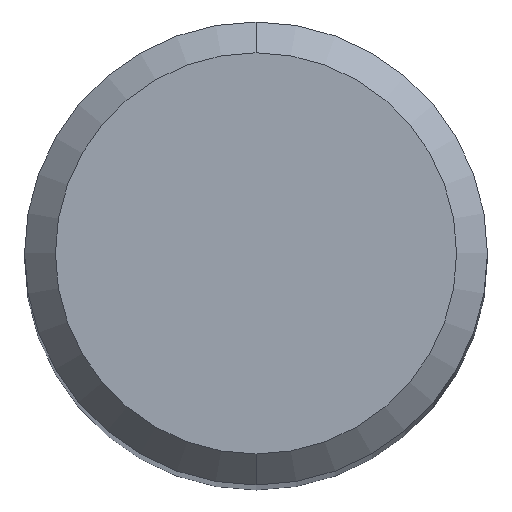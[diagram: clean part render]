
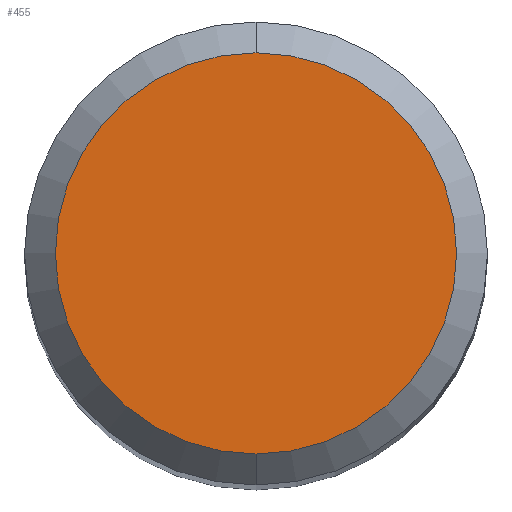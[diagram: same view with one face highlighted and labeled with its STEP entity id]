
A CAD part, top view. The second image highlights one B-rep face of the part: STEP entity #455.
In plain terms, the highlighted planar face has unit normal (0, 0, 1).
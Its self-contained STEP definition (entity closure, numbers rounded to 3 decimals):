
#195=EDGE_CURVE('',#265,#291,#513,.T.);
#265=VERTEX_POINT('',#592);
#291=VERTEX_POINT('',#620);
#417=EDGE_CURVE('',#291,#265,#755,.T.);
#455=ADVANCED_FACE('',(#796),#797,.T.);
#513=CIRCLE('',#864,2.6);
#592=CARTESIAN_POINT('',(0.0,2.6,0.0));
#620=CARTESIAN_POINT('',(0.,-2.6,0.0));
#755=CIRCLE('',#1341,2.6);
#796=FACE_OUTER_BOUND('',#1417,.T.);
#797=PLANE('',#1418);
#864=AXIS2_PLACEMENT_3D('',#1503,#1504,#1505);
#1341=AXIS2_PLACEMENT_3D('',#1767,#1768,#1769);
#1417=EDGE_LOOP('',(#1808,#1809));
#1418=AXIS2_PLACEMENT_3D('',#1810,#1811,#1812);
#1503=CARTESIAN_POINT('',(0.0,0.0,0.0));
#1504=DIRECTION('',(0.0,0.0,-1.0));
#1505=DIRECTION('',(0.0,1.0,0.0));
#1767=CARTESIAN_POINT('',(0.0,0.0,0.0));
#1768=DIRECTION('',(0.0,0.0,-1.0));
#1769=DIRECTION('',(0.0,1.0,0.0));
#1808=ORIENTED_EDGE('',*,*,#195,.F.);
#1809=ORIENTED_EDGE('',*,*,#417,.F.);
#1810=CARTESIAN_POINT('',(0.0,1.3,0.0));
#1811=DIRECTION('',(-0.0,0.0,1.0));
#1812=DIRECTION('',(0.0,-1.0,0.0));
